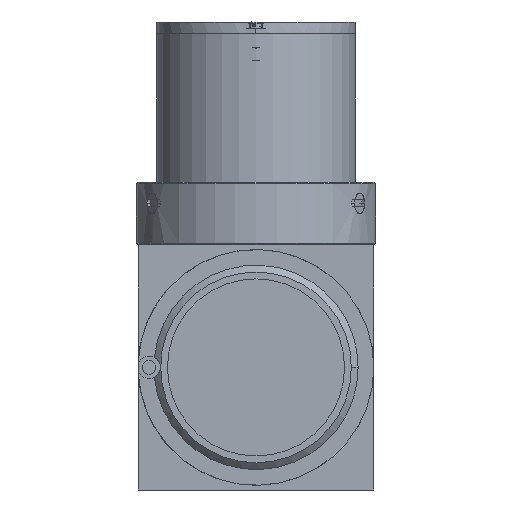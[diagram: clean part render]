
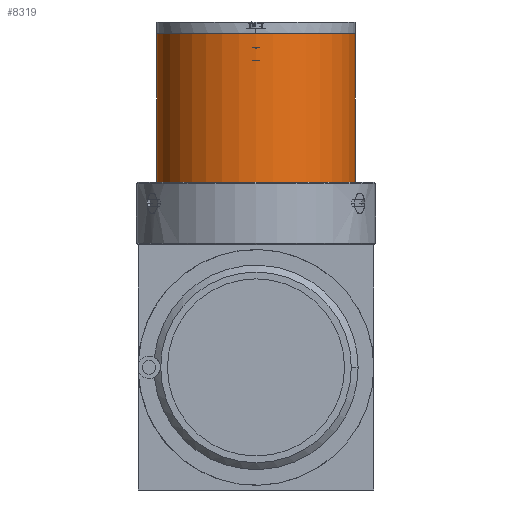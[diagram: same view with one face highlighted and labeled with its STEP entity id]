
A CAD part, left-side view. The second image highlights one B-rep face of the part: STEP entity #8319.
In plain terms, the highlighted cylindrical face has radius 14.6 mm (diameter 29.2 mm), a partial arc.
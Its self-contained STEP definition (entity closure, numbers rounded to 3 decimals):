
#116 = DIRECTION ( 'NONE',  ( 0., 0., -1. ) ) ;
#566 = VERTEX_POINT ( 'NONE', #10700 ) ;
#1851 = DIRECTION ( 'NONE',  ( 0., 0., -1. ) ) ;
#2148 = DIRECTION ( 'NONE',  ( -1., 0., 0. ) ) ;
#2469 = EDGE_CURVE ( 'NONE', #13685, #7438, #5768, .T. ) ;
#3335 = CARTESIAN_POINT ( 'NONE',  ( 0., 0., 4.5 ) ) ;
#4636 = CARTESIAN_POINT ( 'NONE',  ( -14.6, 0., 27.95 ) ) ;
#4746 = FACE_OUTER_BOUND ( 'NONE', #4825, .T. ) ;
#4825 = EDGE_LOOP ( 'NONE', ( #10451, #8293, #14930, #12287 ) ) ;
#5671 = CARTESIAN_POINT ( 'NONE',  ( -14.6, 0., 4.5 ) ) ;
#5768 = CIRCLE ( 'NONE', #12317, 14.6 ) ;
#6315 = AXIS2_PLACEMENT_3D ( 'NONE', #14596, #9626, #13175 ) ;
#7438 = VERTEX_POINT ( 'NONE', #8359 ) ;
#8015 = CARTESIAN_POINT ( 'NONE',  ( 14.6, 0., 29.65 ) ) ;
#8145 = DIRECTION ( 'NONE',  ( 0., 0., 1. ) ) ;
#8293 = ORIENTED_EDGE ( 'NONE', *, *, #15281, .T. ) ;
#8319 = ADVANCED_FACE ( 'NONE', ( #4746 ), #14442, .T. ) ;
#8359 = CARTESIAN_POINT ( 'NONE',  ( 14.6, 0., 4.5 ) ) ;
#9048 = CARTESIAN_POINT ( 'NONE',  ( 0., 0., 27.95 ) ) ;
#9626 = DIRECTION ( 'NONE',  ( 0., 0., -1. ) ) ;
#9867 = EDGE_CURVE ( 'NONE', #13662, #13685, #9911, .T. ) ;
#9911 = LINE ( 'NONE', #10859, #14883 ) ;
#10451 = ORIENTED_EDGE ( 'NONE', *, *, #12091, .F. ) ;
#10700 = CARTESIAN_POINT ( 'NONE',  ( 14.6, 0., 27.95 ) ) ;
#10859 = CARTESIAN_POINT ( 'NONE',  ( -14.6, 0., 29.65 ) ) ;
#12091 = EDGE_CURVE ( 'NONE', #566, #7438, #14093, .T. ) ;
#12287 = ORIENTED_EDGE ( 'NONE', *, *, #2469, .T. ) ;
#12317 = AXIS2_PLACEMENT_3D ( 'NONE', #3335, #8145, #2148 ) ;
#12431 = VECTOR ( 'NONE', #1851, 1000. ) ;
#13175 = DIRECTION ( 'NONE',  ( -1., 0., 0. ) ) ;
#13190 = AXIS2_PLACEMENT_3D ( 'NONE', #9048, #13861, #13936 ) ;
#13662 = VERTEX_POINT ( 'NONE', #4636 ) ;
#13685 = VERTEX_POINT ( 'NONE', #5671 ) ;
#13861 = DIRECTION ( 'NONE',  ( 0., 0., -1. ) ) ;
#13936 = DIRECTION ( 'NONE',  ( -1., 0., 0. ) ) ;
#14093 = LINE ( 'NONE', #8015, #12431 ) ;
#14442 = CYLINDRICAL_SURFACE ( 'NONE', #6315, 14.6 ) ;
#14596 = CARTESIAN_POINT ( 'NONE',  ( 0., 0., 29.65 ) ) ;
#14702 = CIRCLE ( 'NONE', #13190, 14.6 ) ;
#14883 = VECTOR ( 'NONE', #116, 1000. ) ;
#14930 = ORIENTED_EDGE ( 'NONE', *, *, #9867, .T. ) ;
#15281 = EDGE_CURVE ( 'NONE', #566, #13662, #14702, .T. ) ;
